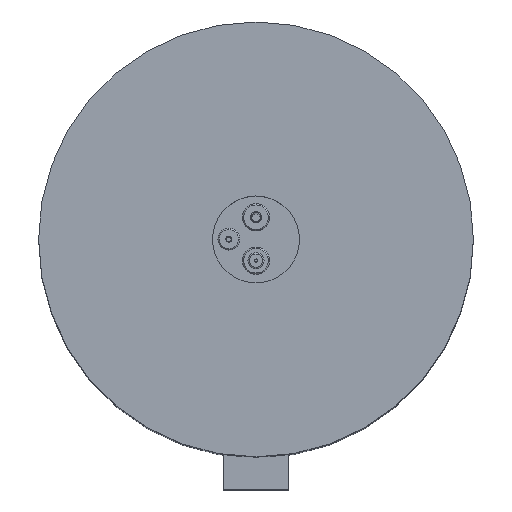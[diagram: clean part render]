
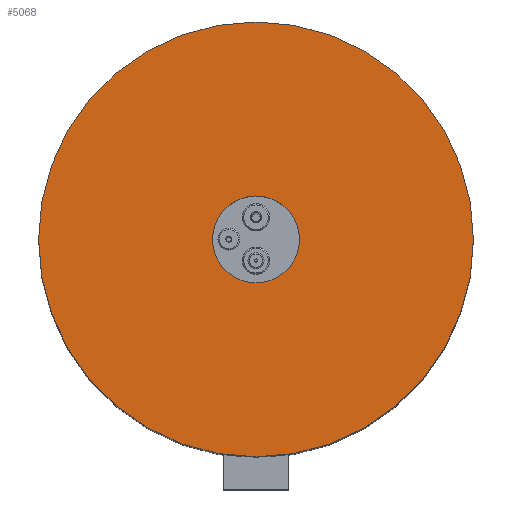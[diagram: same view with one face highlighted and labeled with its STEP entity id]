
A CAD part, top view. The second image highlights one B-rep face of the part: STEP entity #5068.
In plain terms, the highlighted face is planar.
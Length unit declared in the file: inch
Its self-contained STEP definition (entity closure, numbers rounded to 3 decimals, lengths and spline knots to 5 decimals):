
#366=FACE_BOUND('',#1240,.T.);
#432=PLANE('',#6258);
#822=FACE_OUTER_BOUND('',#1239,.T.);
#1239=EDGE_LOOP('',(#4667));
#1240=EDGE_LOOP('',(#4668));
#2141=CIRCLE('',#6248,1.);
#2145=CIRCLE('',#6255,5.);
#2593=VERTEX_POINT('',#9836);
#2597=VERTEX_POINT('',#9849);
#3280=EDGE_CURVE('',#2593,#2593,#2141,.T.);
#3286=EDGE_CURVE('',#2597,#2597,#2145,.T.);
#4667=ORIENTED_EDGE('',*,*,#3286,.T.);
#4668=ORIENTED_EDGE('',*,*,#3280,.T.);
#5068=ADVANCED_FACE('',(#822,#366),#432,.T.);
#6248=AXIS2_PLACEMENT_3D('',#9837,#7998,#7999);
#6255=AXIS2_PLACEMENT_3D('',#9850,#8014,#8015);
#6258=AXIS2_PLACEMENT_3D('',#9855,#8021,#8022);
#7998=DIRECTION('center_axis',(0.,-1.,0.));
#7999=DIRECTION('ref_axis',(-1.,0.,0.));
#8014=DIRECTION('center_axis',(0.,1.,0.));
#8015=DIRECTION('ref_axis',(1.,0.,0.));
#8021=DIRECTION('center_axis',(0.,1.,0.));
#8022=DIRECTION('ref_axis',(0.,0.,1.));
#9836=CARTESIAN_POINT('',(1.,2.5,0.));
#9837=CARTESIAN_POINT('Origin',(0.,2.5,0.));
#9849=CARTESIAN_POINT('',(-5.,2.5,0.));
#9850=CARTESIAN_POINT('Origin',(0.,2.5,0.));
#9855=CARTESIAN_POINT('Origin',(0.,2.5,0.));
